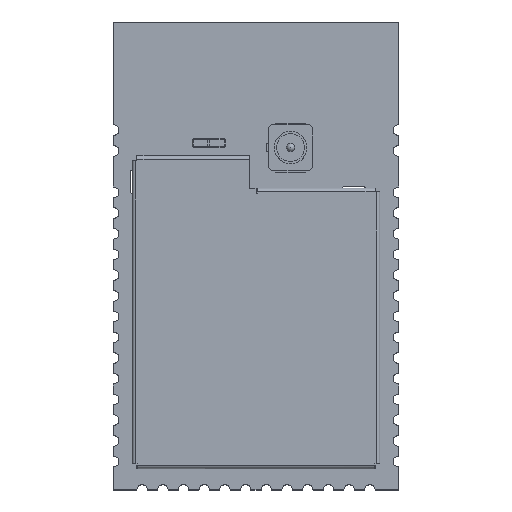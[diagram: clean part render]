
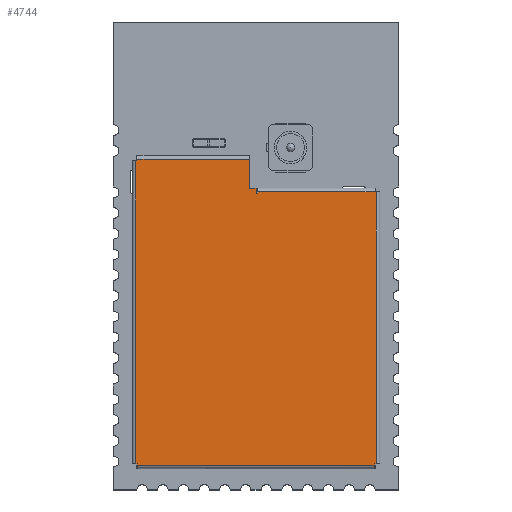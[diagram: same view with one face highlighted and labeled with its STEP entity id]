
A CAD part, top view. The second image highlights one B-rep face of the part: STEP entity #4744.
In plain terms, the highlighted planar face has unit normal (0, 0, 1).
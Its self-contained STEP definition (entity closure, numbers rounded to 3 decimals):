
#153=PLANE('',#5140);
#603=FACE_OUTER_BOUND('',#862,.T.);
#862=EDGE_LOOP('',(#4103,#4104,#4105,#4106,#4107,#4108,#4109,#4110,#4111,
#4112,#4113,#4114,#4115,#4116,#4117,#4118,#4119));
#1254=LINE('',#7478,#1719);
#1263=LINE('',#7503,#1728);
#1265=LINE('',#7507,#1730);
#1268=LINE('',#7566,#1733);
#1271=LINE('',#7571,#1736);
#1276=LINE('',#7612,#1741);
#1279=LINE('',#7617,#1744);
#1287=LINE('',#7641,#1752);
#1289=LINE('',#7645,#1754);
#1291=LINE('',#7649,#1756);
#1293=LINE('',#7653,#1758);
#1295=LINE('',#7657,#1760);
#1317=LINE('',#7865,#1782);
#1318=LINE('',#7866,#1783);
#1319=LINE('',#7867,#1784);
#1320=LINE('',#7868,#1785);
#1321=LINE('',#7869,#1786);
#1719=VECTOR('',#6093,1000.);
#1728=VECTOR('',#6114,1000.);
#1730=VECTOR('',#6118,1000.);
#1733=VECTOR('',#6125,1000.);
#1736=VECTOR('',#6130,1000.);
#1741=VECTOR('',#6143,1000.);
#1744=VECTOR('',#6148,1000.);
#1752=VECTOR('',#6168,1000.);
#1754=VECTOR('',#6172,1000.);
#1756=VECTOR('',#6176,1000.);
#1758=VECTOR('',#6180,1000.);
#1760=VECTOR('',#6184,1000.);
#1782=VECTOR('',#6238,1000.);
#1783=VECTOR('',#6239,1000.);
#1784=VECTOR('',#6240,1000.);
#1785=VECTOR('',#6241,1000.);
#1786=VECTOR('',#6242,1000.);
#2357=VERTEX_POINT('',#7476);
#2358=VERTEX_POINT('',#7477);
#2367=VERTEX_POINT('',#7500);
#2368=VERTEX_POINT('',#7502);
#2369=VERTEX_POINT('',#7506);
#2372=VERTEX_POINT('',#7564);
#2373=VERTEX_POINT('',#7565);
#2374=VERTEX_POINT('',#7570);
#2380=VERTEX_POINT('',#7610);
#2381=VERTEX_POINT('',#7611);
#2382=VERTEX_POINT('',#7616);
#2391=VERTEX_POINT('',#7638);
#2392=VERTEX_POINT('',#7640);
#2393=VERTEX_POINT('',#7644);
#2394=VERTEX_POINT('',#7648);
#2395=VERTEX_POINT('',#7652);
#2396=VERTEX_POINT('',#7656);
#2910=EDGE_CURVE('',#2357,#2358,#1254,.T.);
#2923=EDGE_CURVE('',#2368,#2367,#1263,.T.);
#2925=EDGE_CURVE('',#2369,#2368,#1265,.T.);
#2930=EDGE_CURVE('',#2372,#2373,#1268,.T.);
#2933=EDGE_CURVE('',#2374,#2372,#1271,.T.);
#2941=EDGE_CURVE('',#2380,#2381,#1276,.T.);
#2944=EDGE_CURVE('',#2382,#2380,#1279,.T.);
#2956=EDGE_CURVE('',#2392,#2391,#1287,.T.);
#2958=EDGE_CURVE('',#2393,#2392,#1289,.T.);
#2960=EDGE_CURVE('',#2393,#2394,#1291,.T.);
#2962=EDGE_CURVE('',#2394,#2395,#1293,.T.);
#2964=EDGE_CURVE('',#2395,#2396,#1295,.T.);
#2998=EDGE_CURVE('',#2367,#2357,#1317,.T.);
#2999=EDGE_CURVE('',#2358,#2396,#1318,.T.);
#3000=EDGE_CURVE('',#2391,#2382,#1319,.T.);
#3001=EDGE_CURVE('',#2381,#2374,#1320,.T.);
#3002=EDGE_CURVE('',#2373,#2369,#1321,.T.);
#4103=ORIENTED_EDGE('',*,*,#2925,.T.);
#4104=ORIENTED_EDGE('',*,*,#2923,.T.);
#4105=ORIENTED_EDGE('',*,*,#2998,.T.);
#4106=ORIENTED_EDGE('',*,*,#2910,.T.);
#4107=ORIENTED_EDGE('',*,*,#2999,.T.);
#4108=ORIENTED_EDGE('',*,*,#2964,.F.);
#4109=ORIENTED_EDGE('',*,*,#2962,.F.);
#4110=ORIENTED_EDGE('',*,*,#2960,.F.);
#4111=ORIENTED_EDGE('',*,*,#2958,.T.);
#4112=ORIENTED_EDGE('',*,*,#2956,.T.);
#4113=ORIENTED_EDGE('',*,*,#3000,.T.);
#4114=ORIENTED_EDGE('',*,*,#2944,.T.);
#4115=ORIENTED_EDGE('',*,*,#2941,.T.);
#4116=ORIENTED_EDGE('',*,*,#3001,.T.);
#4117=ORIENTED_EDGE('',*,*,#2933,.T.);
#4118=ORIENTED_EDGE('',*,*,#2930,.T.);
#4119=ORIENTED_EDGE('',*,*,#3002,.T.);
#4744=ADVANCED_FACE('',(#603),#153,.T.);
#5140=AXIS2_PLACEMENT_3D('',#7864,#6236,#6237);
#6093=DIRECTION('',(-1.,0.,0.));
#6114=DIRECTION('',(1.,0.,0.));
#6118=DIRECTION('',(0.,1.,0.));
#6125=DIRECTION('',(0.,-1.,0.));
#6130=DIRECTION('',(1.,0.,0.));
#6143=DIRECTION('',(-1.,0.,0.));
#6148=DIRECTION('',(0.,-1.,0.));
#6168=DIRECTION('',(0.,1.,0.));
#6172=DIRECTION('',(-1.,0.,0.));
#6176=DIRECTION('',(0.,-1.,0.));
#6180=DIRECTION('',(1.,0.,0.));
#6184=DIRECTION('',(0.,1.,0.));
#6236=DIRECTION('center_axis',(0.,0.,1.));
#6237=DIRECTION('ref_axis',(1.,0.,0.));
#6238=DIRECTION('',(0.,1.,0.));
#6239=DIRECTION('',(-1.,0.,0.));
#6240=DIRECTION('',(-1.,0.,0.));
#6241=DIRECTION('',(0.,-1.,0.));
#6242=DIRECTION('',(1.,0.,0.));
#7476=CARTESIAN_POINT('',(16.13,18.28,1.5));
#7477=CARTESIAN_POINT('',(16.05,18.28,1.5));
#7478=CARTESIAN_POINT('',(16.15,18.28,1.5));
#7500=CARTESIAN_POINT('',(16.13,1.6,1.5));
#7502=CARTESIAN_POINT('',(16.03,1.6,1.5));
#7503=CARTESIAN_POINT('',(16.15,1.6,1.5));
#7506=CARTESIAN_POINT('',(16.03,1.52,1.5));
#7507=CARTESIAN_POINT('',(16.03,20.3,1.5));
#7564=CARTESIAN_POINT('',(1.47,1.6,1.5));
#7565=CARTESIAN_POINT('',(1.47,1.52,1.5));
#7566=CARTESIAN_POINT('',(1.47,20.3,1.5));
#7570=CARTESIAN_POINT('',(1.37,1.6,1.5));
#7571=CARTESIAN_POINT('',(16.15,1.6,1.5));
#7610=CARTESIAN_POINT('',(1.45,20.18,1.5));
#7611=CARTESIAN_POINT('',(1.37,20.18,1.5));
#7612=CARTESIAN_POINT('',(16.15,20.18,1.5));
#7616=CARTESIAN_POINT('',(1.45,20.28,1.5));
#7617=CARTESIAN_POINT('',(1.45,20.3,1.5));
#7638=CARTESIAN_POINT('',(8.35,20.28,1.5));
#7640=CARTESIAN_POINT('',(8.35,18.5,1.5));
#7641=CARTESIAN_POINT('',(8.35,18.5,1.5));
#7644=CARTESIAN_POINT('',(8.75,18.5,1.5));
#7645=CARTESIAN_POINT('',(8.35,18.5,1.5));
#7648=CARTESIAN_POINT('',(8.75,18.18,1.5));
#7649=CARTESIAN_POINT('',(8.75,18.18,1.5));
#7652=CARTESIAN_POINT('',(8.85,18.18,1.5));
#7653=CARTESIAN_POINT('',(8.85,18.18,1.5));
#7656=CARTESIAN_POINT('',(8.85,18.28,1.5));
#7657=CARTESIAN_POINT('',(8.85,18.28,1.5));
#7864=CARTESIAN_POINT('Origin',(16.15,20.3,1.5));
#7865=CARTESIAN_POINT('',(16.13,20.3,1.5));
#7866=CARTESIAN_POINT('',(16.15,18.28,1.5));
#7867=CARTESIAN_POINT('',(16.15,20.28,1.5));
#7868=CARTESIAN_POINT('',(1.37,20.3,1.5));
#7869=CARTESIAN_POINT('',(16.15,1.52,1.5));
